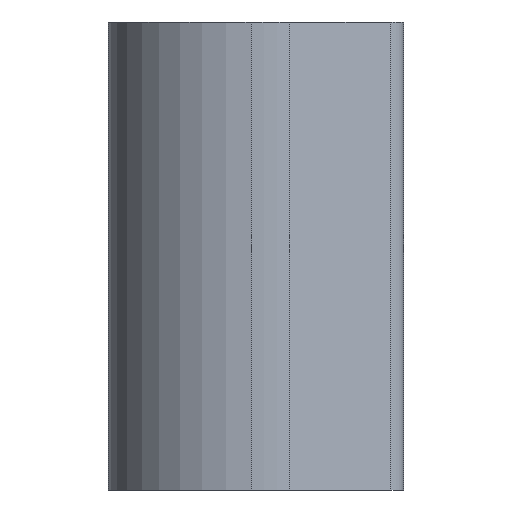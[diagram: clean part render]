
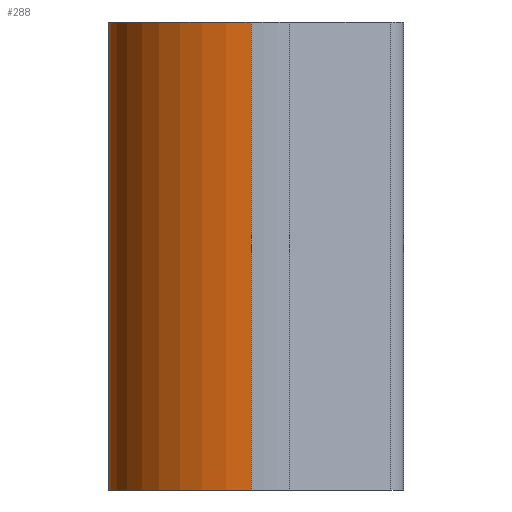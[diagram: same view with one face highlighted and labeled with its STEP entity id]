
A CAD part, left-side view. The second image highlights one B-rep face of the part: STEP entity #288.
In plain terms, the highlighted cylindrical face has radius 3.489 mm (diameter 6.978 mm), a partial arc.
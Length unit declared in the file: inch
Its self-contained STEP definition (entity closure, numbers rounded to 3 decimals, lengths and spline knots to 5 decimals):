
#14 = EDGE_CURVE ( 'NONE', #931, #420, #370, .T. ) ;
#36 = AXIS2_PLACEMENT_3D ( 'NONE', #101, #284, #234 ) ;
#61 = CARTESIAN_POINT ( 'NONE',  ( -0.43222, 0.8766, 0.45 ) ) ;
#73 = LINE ( 'NONE', #698, #716 ) ;
#101 = CARTESIAN_POINT ( 'NONE',  ( -0.29486, 0.8766, 0.45 ) ) ;
#124 = ORIENTED_EDGE ( 'NONE', *, *, #818, .F. ) ;
#149 = CARTESIAN_POINT ( 'NONE',  ( -0.43222, 0.8766, 0. ) ) ;
#151 = VECTOR ( 'NONE', #786, 39.37008 ) ;
#234 = DIRECTION ( 'NONE',  ( 1., 0., 0. ) ) ;
#254 = CIRCLE ( 'NONE', #600, 0.13736 ) ;
#284 = DIRECTION ( 'NONE',  ( 0., 0., 1. ) ) ;
#288 = ADVANCED_FACE ( 'NONE', ( #543 ), #530, .T. ) ;
#370 = LINE ( 'NONE', #850, #151 ) ;
#381 = CARTESIAN_POINT ( 'NONE',  ( -0.29486, 0.8766, 0.45 ) ) ;
#420 = VERTEX_POINT ( 'NONE', #982 ) ;
#429 = AXIS2_PLACEMENT_3D ( 'NONE', #381, #813, #727 ) ;
#434 = CARTESIAN_POINT ( 'NONE',  ( -0.29486, 1.01396, 0.45 ) ) ;
#518 = ORIENTED_EDGE ( 'NONE', *, *, #846, .T. ) ;
#530 = CYLINDRICAL_SURFACE ( 'NONE', #429, 0.13736 ) ;
#543 = FACE_OUTER_BOUND ( 'NONE', #932, .T. ) ;
#600 = AXIS2_PLACEMENT_3D ( 'NONE', #828, #841, #814 ) ;
#604 = VERTEX_POINT ( 'NONE', #61 ) ;
#630 = VERTEX_POINT ( 'NONE', #149 ) ;
#698 = CARTESIAN_POINT ( 'NONE',  ( -0.43222, 0.8766, 0.45 ) ) ;
#716 = VECTOR ( 'NONE', #848, 39.37008 ) ;
#721 = ORIENTED_EDGE ( 'NONE', *, *, #14, .T. ) ;
#727 = DIRECTION ( 'NONE',  ( -1., 0., 0. ) ) ;
#786 = DIRECTION ( 'NONE',  ( 0., 0., -1. ) ) ;
#813 = DIRECTION ( 'NONE',  ( 0., 0., -1. ) ) ;
#814 = DIRECTION ( 'NONE',  ( 1., 0., 0. ) ) ;
#818 = EDGE_CURVE ( 'NONE', #604, #630, #73, .T. ) ;
#828 = CARTESIAN_POINT ( 'NONE',  ( -0.29486, 0.8766, 0. ) ) ;
#841 = DIRECTION ( 'NONE',  ( 0., 0., 1. ) ) ;
#846 = EDGE_CURVE ( 'NONE', #420, #630, #254, .T. ) ;
#848 = DIRECTION ( 'NONE',  ( 0., 0., -1. ) ) ;
#850 = CARTESIAN_POINT ( 'NONE',  ( -0.29486, 1.01396, 0.45 ) ) ;
#897 = EDGE_CURVE ( 'NONE', #931, #604, #940, .T. ) ;
#921 = ORIENTED_EDGE ( 'NONE', *, *, #897, .F. ) ;
#931 = VERTEX_POINT ( 'NONE', #434 ) ;
#932 = EDGE_LOOP ( 'NONE', ( #124, #921, #721, #518 ) ) ;
#940 = CIRCLE ( 'NONE', #36, 0.13736 ) ;
#982 = CARTESIAN_POINT ( 'NONE',  ( -0.29486, 1.01396, 0. ) ) ;
